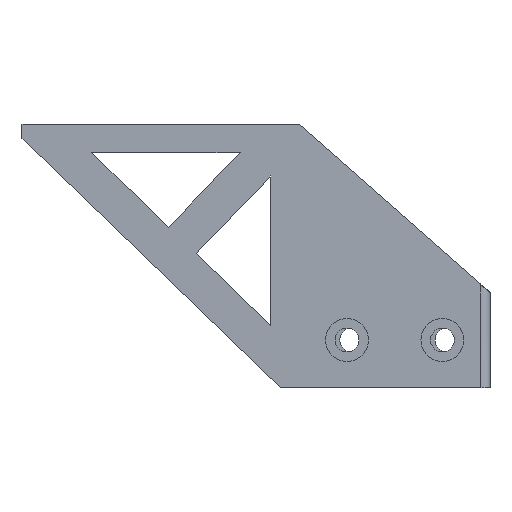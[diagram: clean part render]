
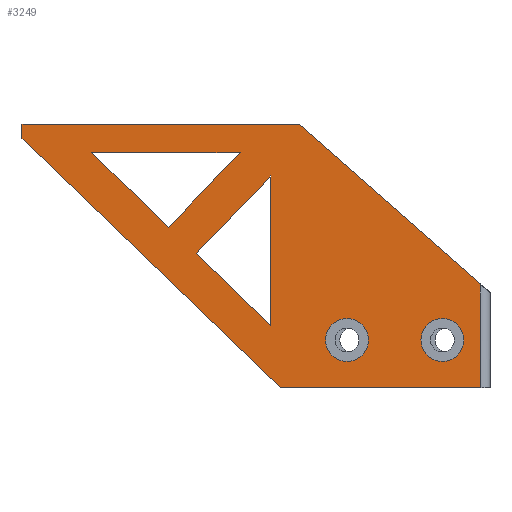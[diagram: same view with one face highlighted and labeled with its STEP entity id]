
A CAD part, left-side view. The second image highlights one B-rep face of the part: STEP entity #3249.
In plain terms, the highlighted planar face has unit normal (-1, 0, 0).
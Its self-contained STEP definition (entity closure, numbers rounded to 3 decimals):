
#66=FACE_BOUND('',#522,.T.);
#67=FACE_BOUND('',#523,.T.);
#68=FACE_BOUND('',#524,.T.);
#69=FACE_BOUND('',#525,.T.);
#162=PLANE('',#3520);
#311=FACE_OUTER_BOUND('',#521,.T.);
#521=EDGE_LOOP('',(#2661,#2662,#2663,#2664,#2665,#2666));
#522=EDGE_LOOP('',(#2667));
#523=EDGE_LOOP('',(#2668));
#524=EDGE_LOOP('',(#2669,#2670,#2671));
#525=EDGE_LOOP('',(#2672,#2673,#2674));
#817=LINE('',#5108,#1153);
#818=LINE('',#5111,#1154);
#819=LINE('',#5113,#1155);
#820=LINE('',#5115,#1156);
#821=LINE('',#5117,#1157);
#822=LINE('',#5118,#1158);
#823=LINE('',#5125,#1159);
#824=LINE('',#5127,#1160);
#825=LINE('',#5128,#1161);
#826=LINE('',#5131,#1162);
#827=LINE('',#5133,#1163);
#828=LINE('',#5134,#1164);
#1153=VECTOR('',#4164,10.);
#1154=VECTOR('',#4167,10.);
#1155=VECTOR('',#4168,10.);
#1156=VECTOR('',#4169,10.);
#1157=VECTOR('',#4170,10.);
#1158=VECTOR('',#4171,10.);
#1159=VECTOR('',#4176,10.);
#1160=VECTOR('',#4177,10.);
#1161=VECTOR('',#4178,10.);
#1162=VECTOR('',#4179,10.);
#1163=VECTOR('',#4180,10.);
#1164=VECTOR('',#4181,10.);
#1375=CIRCLE('',#3521,4.5);
#1376=CIRCLE('',#3522,4.5);
#1591=VERTEX_POINT('',#5101);
#1594=VERTEX_POINT('',#5106);
#1595=VERTEX_POINT('',#5110);
#1596=VERTEX_POINT('',#5112);
#1597=VERTEX_POINT('',#5114);
#1598=VERTEX_POINT('',#5116);
#1599=VERTEX_POINT('',#5119);
#1600=VERTEX_POINT('',#5121);
#1601=VERTEX_POINT('',#5123);
#1602=VERTEX_POINT('',#5124);
#1603=VERTEX_POINT('',#5126);
#1604=VERTEX_POINT('',#5129);
#1605=VERTEX_POINT('',#5130);
#1606=VERTEX_POINT('',#5132);
#1974=EDGE_CURVE('',#1594,#1591,#817,.T.);
#1975=EDGE_CURVE('',#1595,#1594,#818,.T.);
#1976=EDGE_CURVE('',#1596,#1595,#819,.T.);
#1977=EDGE_CURVE('',#1597,#1596,#820,.T.);
#1978=EDGE_CURVE('',#1597,#1598,#821,.T.);
#1979=EDGE_CURVE('',#1598,#1591,#822,.T.);
#1980=EDGE_CURVE('',#1599,#1599,#1375,.T.);
#1981=EDGE_CURVE('',#1600,#1600,#1376,.T.);
#1982=EDGE_CURVE('',#1601,#1602,#823,.T.);
#1983=EDGE_CURVE('',#1602,#1603,#824,.T.);
#1984=EDGE_CURVE('',#1603,#1601,#825,.T.);
#1985=EDGE_CURVE('',#1604,#1605,#826,.T.);
#1986=EDGE_CURVE('',#1605,#1606,#827,.T.);
#1987=EDGE_CURVE('',#1606,#1604,#828,.T.);
#2661=ORIENTED_EDGE('',*,*,#1974,.F.);
#2662=ORIENTED_EDGE('',*,*,#1975,.F.);
#2663=ORIENTED_EDGE('',*,*,#1976,.F.);
#2664=ORIENTED_EDGE('',*,*,#1977,.F.);
#2665=ORIENTED_EDGE('',*,*,#1978,.T.);
#2666=ORIENTED_EDGE('',*,*,#1979,.T.);
#2667=ORIENTED_EDGE('',*,*,#1980,.T.);
#2668=ORIENTED_EDGE('',*,*,#1981,.T.);
#2669=ORIENTED_EDGE('',*,*,#1982,.T.);
#2670=ORIENTED_EDGE('',*,*,#1983,.T.);
#2671=ORIENTED_EDGE('',*,*,#1984,.T.);
#2672=ORIENTED_EDGE('',*,*,#1985,.T.);
#2673=ORIENTED_EDGE('',*,*,#1986,.T.);
#2674=ORIENTED_EDGE('',*,*,#1987,.T.);
#3249=ADVANCED_FACE('',(#311,#66,#67,#68,#69),#162,.T.);
#3520=AXIS2_PLACEMENT_3D('',#5109,#4165,#4166);
#3521=AXIS2_PLACEMENT_3D('',#5120,#4172,#4173);
#3522=AXIS2_PLACEMENT_3D('',#5122,#4174,#4175);
#4164=DIRECTION('',(0.,0.,-1.));
#4165=DIRECTION('center_axis',(-1.,0.,0.));
#4166=DIRECTION('ref_axis',(0.,-1.,0.));
#4167=DIRECTION('',(0.,-0.75,-0.661));
#4168=DIRECTION('',(0.,-1.,0.));
#4169=DIRECTION('',(0.,0.,1.));
#4170=DIRECTION('',(0.,-0.72,-0.694));
#4171=DIRECTION('',(0.,-1.,0.));
#4172=DIRECTION('center_axis',(1.,0.,0.));
#4173=DIRECTION('ref_axis',(0.,-1.,0.));
#4174=DIRECTION('center_axis',(1.,0.,0.));
#4175=DIRECTION('ref_axis',(0.,-1.,0.));
#4176=DIRECTION('',(0.,0.694,-0.72));
#4177=DIRECTION('',(0.,0.72,0.694));
#4178=DIRECTION('',(0.,-1.,0.));
#4179=DIRECTION('',(0.,-0.694,0.72));
#4180=DIRECTION('',(0.,0.,-1.));
#4181=DIRECTION('',(0.,0.72,0.694));
#5101=CARTESIAN_POINT('',(-27.1,-64.1,0.));
#5106=CARTESIAN_POINT('',(-27.1,-64.1,21.763));
#5108=CARTESIAN_POINT('',(-27.1,-64.1,5.));
#5109=CARTESIAN_POINT('Origin',(-27.1,32.1,0.));
#5110=CARTESIAN_POINT('',(-27.1,-26.1,55.25));
#5111=CARTESIAN_POINT('',(-27.1,-26.1,55.25));
#5112=CARTESIAN_POINT('',(-27.1,32.1,55.25));
#5113=CARTESIAN_POINT('',(-27.1,32.1,55.25));
#5114=CARTESIAN_POINT('',(-27.1,32.1,52.25));
#5115=CARTESIAN_POINT('',(-27.1,32.1,0.));
#5116=CARTESIAN_POINT('',(-27.1,-22.1,0.));
#5117=CARTESIAN_POINT('',(-27.1,19.046,39.666));
#5118=CARTESIAN_POINT('',(-27.1,32.1,0.));
#5119=CARTESIAN_POINT('',(-27.1,-31.6,10.));
#5120=CARTESIAN_POINT('Origin',(-27.1,-36.1,10.));
#5121=CARTESIAN_POINT('',(-27.1,-51.6,10.));
#5122=CARTESIAN_POINT('Origin',(-27.1,-56.1,10.));
#5123=CARTESIAN_POINT('',(-27.1,-13.652,49.25));
#5124=CARTESIAN_POINT('',(-27.1,1.335,33.704));
#5125=CARTESIAN_POINT('',(-27.1,9.671,25.056));
#5126=CARTESIAN_POINT('',(-27.1,17.461,49.25));
#5127=CARTESIAN_POINT('',(-27.1,0.888,33.273));
#5128=CARTESIAN_POINT('',(-27.1,24.781,49.25));
#5129=CARTESIAN_POINT('',(-27.1,-4.425,28.152));
#5130=CARTESIAN_POINT('',(-27.1,-20.1,44.412));
#5131=CARTESIAN_POINT('',(-27.1,11.405,11.731));
#5132=CARTESIAN_POINT('',(-27.1,-20.1,13.04));
#5133=CARTESIAN_POINT('',(-27.1,-20.1,22.206));
#5134=CARTESIAN_POINT('',(-27.1,-9.83,22.941));
